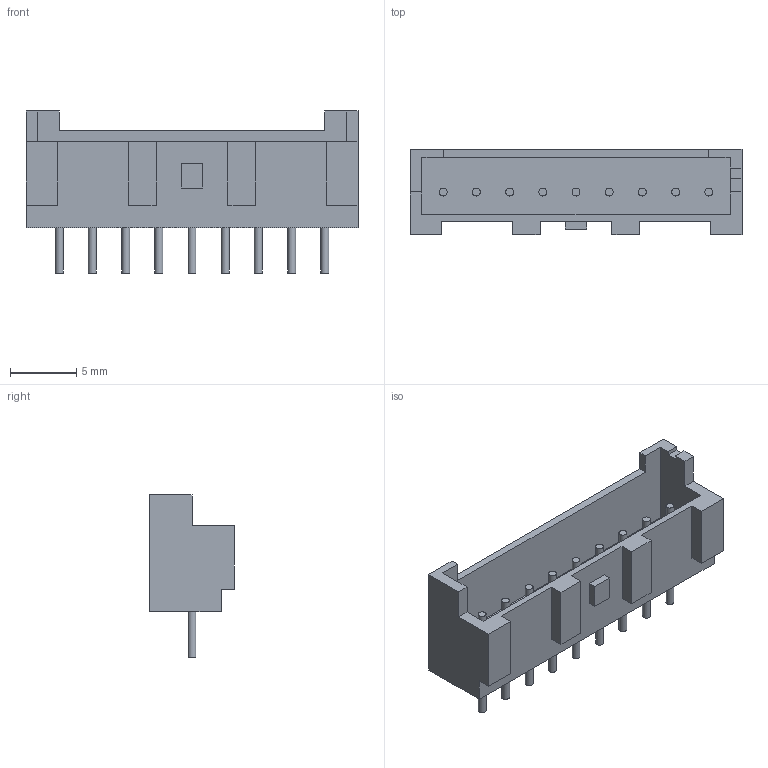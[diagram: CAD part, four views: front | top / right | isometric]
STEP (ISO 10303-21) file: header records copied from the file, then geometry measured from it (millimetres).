
FILE_DESCRIPTION(/* description */ (''),/* implementation_level */ '2;1');
FILE_NAME(/* name */ 'JST B09B-XASK-1.step',/* time_stamp */ '2022-10-22T19:40:30+01:00',/* author */ (''),/* organization */ (''),/* preprocessor_version */ 'ST-DEVELOPER v19.2',/* originating_system */ 'Autodesk Translation Framework v11.17.0.187',/* authorisation */ '');
FILE_SCHEMA (('AUTOMOTIVE_DESIGN { 1 0 10303 214 3 1 1 }'));
Length unit declared in the file: millimetre
Products named in the file (1): JST B09B-XASK-1
Bounding box: 25 x 6.4 x 12.2 mm (x, y, z)
Volume: 546.8 mm3; surface area: 1152 mm2
Topology: 1 solids, 1 shells, 77 faces, 168 edges, 112 vertices
Faces by surface type: plane 59, cylinder 18
Full cylindrical faces by diameter (mm): 0.6 x18
Entity records: 2181 total; most frequent: DIRECTION 360, CARTESIAN_POINT 358, ORIENTED_EDGE 336, EDGE_CURVE 168, LINE 132, VECTOR 132, AXIS2_PLACEMENT_3D 114, VERTEX_POINT 112
